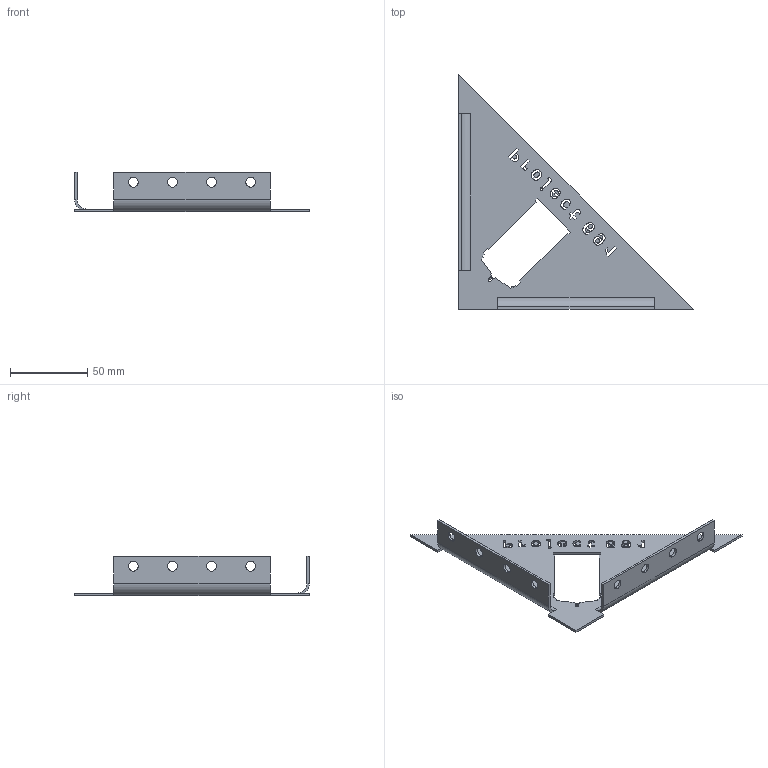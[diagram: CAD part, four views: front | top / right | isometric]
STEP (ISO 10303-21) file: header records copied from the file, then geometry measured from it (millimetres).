
FILE_DESCRIPTION (( 'STEP AP203' ), '1' );
FILE_NAME ('P-18 SupportTriangleTardis.STEP', '2015-01-26T18:45:10', ( '' ), ( '' ), 'SwSTEP 2.0', 'SolidWorks 2014', '' );
FILE_SCHEMA (( 'CONFIG_CONTROL_DESIGN' ));
Length unit declared in the file: inch
Products named in the file (1): P-18 SupportTriangleTardis
Bounding box: 152.43 x 152.43 x 25.4 mm (x, y, z)
Volume: 21879.6 mm3; surface area: 29662.5 mm2
Topology: 1 solids, 1 shells, 190 faces, 552 edges, 364 vertices
Faces by surface type: plane 124, bspline 42, cylinder 24
Entity records: 10231 total; most frequent: CARTESIAN_POINT 5269, ORIENTED_EDGE 1104, DIRECTION 818, EDGE_CURVE 552, LINE 416, VECTOR 416, VERTEX_POINT 364, EDGE_LOOP 246
